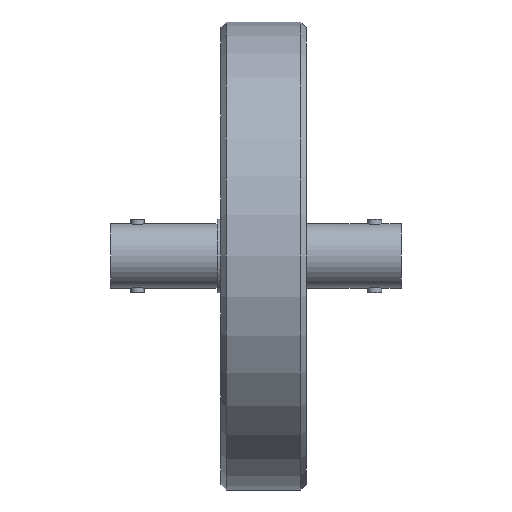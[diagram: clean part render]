
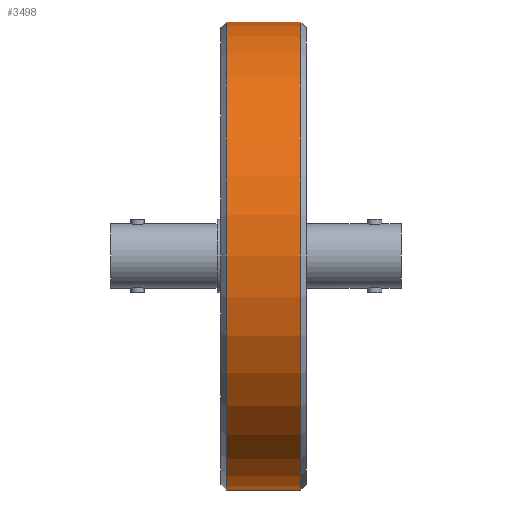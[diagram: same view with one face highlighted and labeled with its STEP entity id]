
A CAD part, front view. The second image highlights one B-rep face of the part: STEP entity #3498.
In plain terms, the highlighted cylindrical face has radius 34.925 mm (diameter 69.85 mm), a partial arc.
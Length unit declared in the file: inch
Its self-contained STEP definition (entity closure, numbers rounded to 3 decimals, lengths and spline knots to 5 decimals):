
#117 = CYLINDRICAL_SURFACE ( 'NONE', #699, 1.375 ) ;
#277 = DIRECTION ( 'NONE',  ( -1., 0., 0. ) ) ;
#516 = CIRCLE ( 'NONE', #2205, 1.375 ) ;
#672 = VERTEX_POINT ( 'NONE', #1413 ) ;
#699 = AXIS2_PLACEMENT_3D ( 'NONE', #1359, #3765, #3788 ) ;
#913 = VECTOR ( 'NONE', #277, 39.37008 ) ;
#948 = CARTESIAN_POINT ( 'NONE',  ( 5.67076, 4.13386, 1.375 ) ) ;
#977 = EDGE_CURVE ( 'NONE', #672, #2715, #516, .T. ) ;
#1044 = EDGE_CURVE ( 'NONE', #2090, #2346, #1567, .T. ) ;
#1224 = EDGE_CURVE ( 'NONE', #2715, #2346, #3385, .T. ) ;
#1359 = CARTESIAN_POINT ( 'NONE',  ( 6.08976, 4.13386, 0. ) ) ;
#1413 = CARTESIAN_POINT ( 'NONE',  ( 6.11076, 4.13386, -1.375 ) ) ;
#1482 = CARTESIAN_POINT ( 'NONE',  ( 5.67076, 4.13386, -1.375 ) ) ;
#1512 = ORIENTED_EDGE ( 'NONE', *, *, #1224, .T. ) ;
#1567 = CIRCLE ( 'NONE', #1631, 1.375 ) ;
#1631 = AXIS2_PLACEMENT_3D ( 'NONE', #1980, #2573, #3195 ) ;
#1637 = EDGE_LOOP ( 'NONE', ( #3854, #2938, #1512, #1645 ) ) ;
#1645 = ORIENTED_EDGE ( 'NONE', *, *, #1044, .F. ) ;
#1923 = CARTESIAN_POINT ( 'NONE',  ( 6.08976, 4.13386, -1.375 ) ) ;
#1980 = CARTESIAN_POINT ( 'NONE',  ( 5.67076, 4.13386, 0. ) ) ;
#2090 = VERTEX_POINT ( 'NONE', #1482 ) ;
#2126 = CARTESIAN_POINT ( 'NONE',  ( 6.08976, 4.13386, 1.375 ) ) ;
#2205 = AXIS2_PLACEMENT_3D ( 'NONE', #2551, #3802, #3779 ) ;
#2346 = VERTEX_POINT ( 'NONE', #948 ) ;
#2496 = VECTOR ( 'NONE', #2558, 39.37008 ) ;
#2551 = CARTESIAN_POINT ( 'NONE',  ( 6.11076, 4.13386, 0. ) ) ;
#2558 = DIRECTION ( 'NONE',  ( -1., 0., 0. ) ) ;
#2573 = DIRECTION ( 'NONE',  ( -1., 0., 0. ) ) ;
#2618 = FACE_OUTER_BOUND ( 'NONE', #1637, .T. ) ;
#2715 = VERTEX_POINT ( 'NONE', #3744 ) ;
#2938 = ORIENTED_EDGE ( 'NONE', *, *, #977, .T. ) ;
#3195 = DIRECTION ( 'NONE',  ( 0., 0., 1. ) ) ;
#3385 = LINE ( 'NONE', #2126, #913 ) ;
#3486 = EDGE_CURVE ( 'NONE', #672, #2090, #3845, .T. ) ;
#3498 = ADVANCED_FACE ( 'NONE', ( #2618 ), #117, .T. ) ;
#3744 = CARTESIAN_POINT ( 'NONE',  ( 6.11076, 4.13386, 1.375 ) ) ;
#3765 = DIRECTION ( 'NONE',  ( -1., 0., 0. ) ) ;
#3779 = DIRECTION ( 'NONE',  ( 0., 0., 1. ) ) ;
#3788 = DIRECTION ( 'NONE',  ( 0., 0., 1. ) ) ;
#3802 = DIRECTION ( 'NONE',  ( -1., 0., 0. ) ) ;
#3845 = LINE ( 'NONE', #1923, #2496 ) ;
#3854 = ORIENTED_EDGE ( 'NONE', *, *, #3486, .F. ) ;
